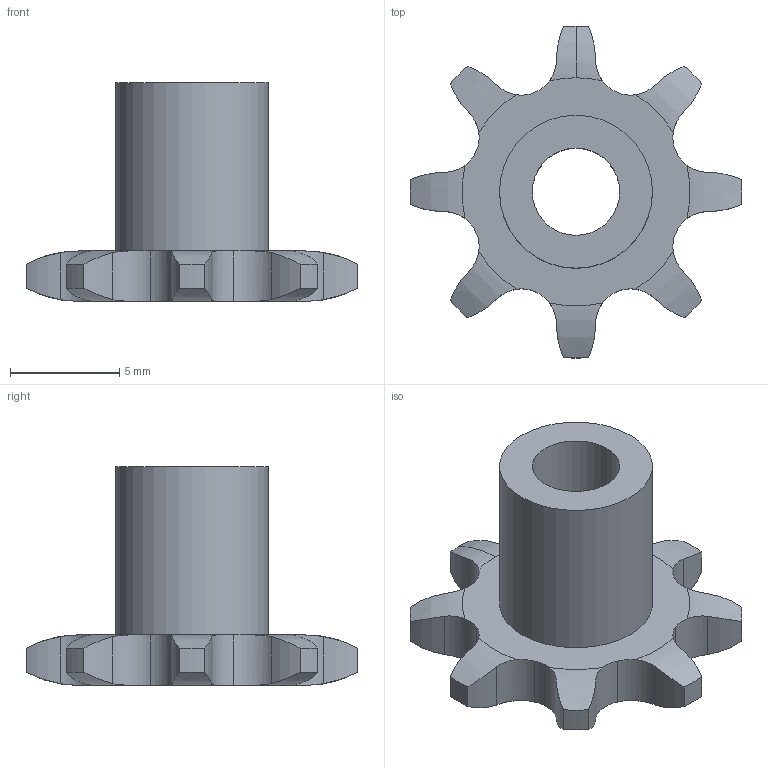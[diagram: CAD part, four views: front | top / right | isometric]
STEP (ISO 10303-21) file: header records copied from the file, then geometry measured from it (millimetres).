
FILE_DESCRIPTION(('FreeCAD Model'),'2;1');
FILE_NAME('Open CASCADE Shape Model','2021-02-24T15:27:30',('Author'),( ''),'Open CASCADE STEP processor 7.4','FreeCAD','Unknown');
FILE_SCHEMA(('AUTOMOTIVE_DESIGN { 1 0 10303 214 1 1 1 1 }'));
Length unit declared in the file: millimetre
Products named in the file (1): Hole
Bounding box: 15.2 x 15.2 x 10 mm (x, y, z)
Volume: 426.9 mm3; surface area: 626.8 mm2
Topology: 1 solids, 1 shells, 63 faces, 180 edges, 120 vertices
Faces by surface type: cylinder 42, revolution 18, plane 3
Full cylindrical faces by diameter (mm): 4 x1, 7 x1
Entity records: 6319 total; most frequent: CARTESIAN_POINT 3032, DIRECTION 525, ORIENTED_EDGE 360, PCURVE 360, DEFINITIONAL_REPRESENTATION 360, B_SPLINE_CURVE_WITH_KNOTS 208, LINE 204, VECTOR 204
